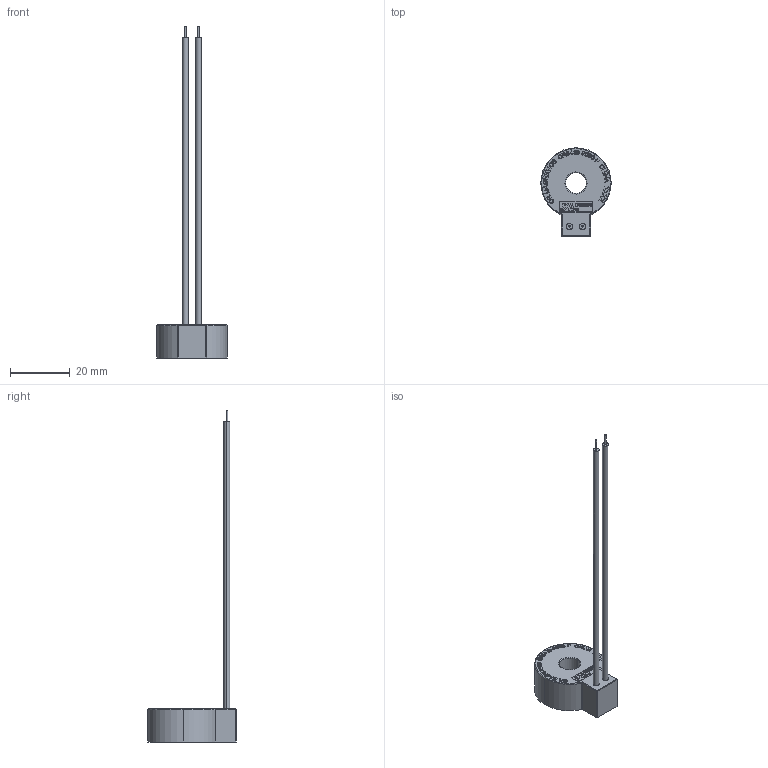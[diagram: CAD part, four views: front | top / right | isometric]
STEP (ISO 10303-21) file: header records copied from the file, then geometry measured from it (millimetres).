
FILE_DESCRIPTION (( 'STEP AP214' ), '1' );
FILE_NAME ('CR8448-2000-F.STEP', '2023-08-08T19:23:39', ( '' ), ( '' ), 'SwSTEP 2.0', 'SolidWorks 2022', '' );
FILE_SCHEMA (( 'AUTOMOTIVE_DESIGN' ));
Length unit declared in the file: millimetre
Products named in the file (1): CR8448-2000-F
Bounding box: 23.5 x 29.5 x 111.05 mm (x, y, z)
Volume: 5557.8 mm3; surface area: 3337.9 mm2
Topology: 1 solids, 1 shells, 677 faces, 1806 edges, 1196 vertices
Faces by surface type: plane 374, bspline 256, cylinder 35, torus 10, sphere 2
Entity records: 37107 total; most frequent: CARTESIAN_POINT 20312, ORIENTED_EDGE 3604, DIRECTION 2215, EDGE_CURVE 1802, LINE 1201, VECTOR 1201, VERTEX_POINT 1196, EDGE_LOOP 748
